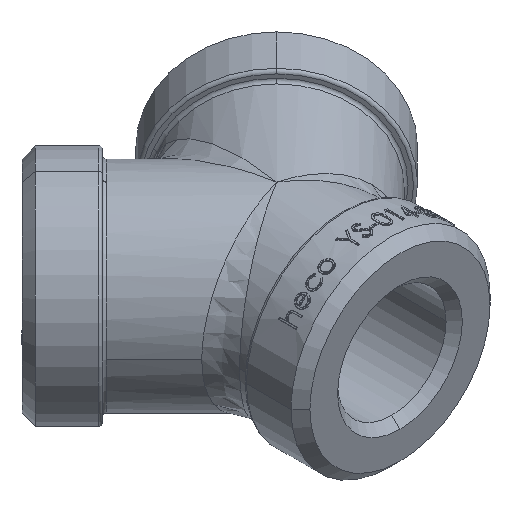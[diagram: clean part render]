
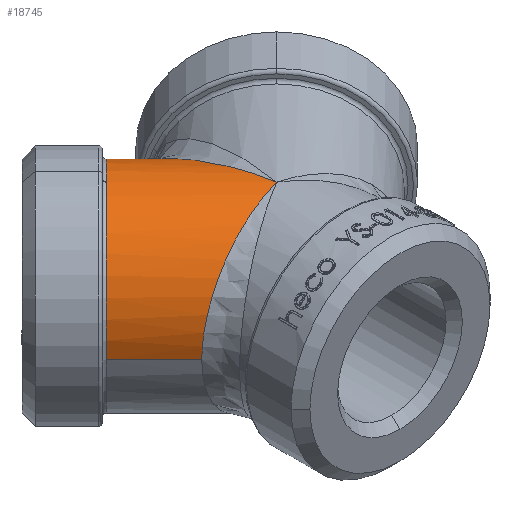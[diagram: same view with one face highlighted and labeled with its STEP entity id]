
A CAD part, isometric view. The second image highlights one B-rep face of the part: STEP entity #18745.
In plain terms, the highlighted cylindrical face has radius 9.5 mm (diameter 19 mm), a partial arc.
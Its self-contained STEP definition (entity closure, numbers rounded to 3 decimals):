
#196 = ORIENTED_EDGE ( 'NONE', *, *, #654, .T. ) ;
#654 = EDGE_CURVE ( 'NONE', #7017, #8482, #17399, .T. ) ;
#817 = B_SPLINE_CURVE_WITH_KNOTS ( 'NONE', 3,
 ( #11567, #18903, #12787, #5233, #3677, #17559 ),
 .UNSPECIFIED., .F., .F.,
 ( 4, 1, 1, 4 ),
 ( 0., 0.267, 0.634, 1. ),
 .UNSPECIFIED. ) ;
#1484 = CARTESIAN_POINT ( 'NONE',  ( -15.698, 2.263, 0. ) ) ;
#2080 = CARTESIAN_POINT ( 'NONE',  ( -9.5, -3.935, 0. ) ) ;
#2539 = B_SPLINE_CURVE_WITH_KNOTS ( 'NONE', 3,
 ( #7101, #13217, #4047, #14675, #10235, #17802, #14801 ),
 .UNSPECIFIED., .F., .F.,
 ( 4, 1, 1, 1, 4 ),
 ( 0., 0.143, 0.286, 0.429, 0.5 ),
 .UNSPECIFIED. ) ;
#3317 = EDGE_CURVE ( 'NONE', #13044, #10822, #12374, .T. ) ;
#3323 = CYLINDRICAL_SURFACE ( 'NONE', #13939, 9.5 ) ;
#3677 = CARTESIAN_POINT ( 'NONE',  ( -0.423, 2.433, 9.5 ) ) ;
#3683 = ORIENTED_EDGE ( 'NONE', *, *, #15221, .F. ) ;
#4047 = CARTESIAN_POINT ( 'NONE',  ( -4.789, -1.24, 8.852 ) ) ;
#5057 = CARTESIAN_POINT ( 'NONE',  ( -8.98, 8.98, 0. ) ) ;
#5181 = ORIENTED_EDGE ( 'NONE', *, *, #18342, .F. ) ;
#5196 = DIRECTION ( 'NONE',  ( 0.707, -0.707, 0. ) ) ;
#5233 = CARTESIAN_POINT ( 'NONE',  ( -1.269, 7.297, 8.852 ) ) ;
#5607 = CARTESIAN_POINT ( 'NONE',  ( -8.98, 8.98, 0. ) ) ;
#6127 = EDGE_CURVE ( 'NONE', #13931, #8482, #2539, .T. ) ;
#6568 = DIRECTION ( 'NONE',  ( -0.707, -0.707, 0. ) ) ;
#7017 = VERTEX_POINT ( 'NONE', #1484 ) ;
#7101 = CARTESIAN_POINT ( 'NONE',  ( 0., 0., 9.5 ) ) ;
#8237 = EDGE_LOOP ( 'NONE', ( #5181, #196, #10546, #3683, #18405 ) ) ;
#8303 = DIRECTION ( 'NONE',  ( 0.707, -0.707, 0. ) ) ;
#8482 = VERTEX_POINT ( 'NONE', #14208 ) ;
#9041 = FACE_OUTER_BOUND ( 'NONE', #8237, .T. ) ;
#9881 = AXIS2_PLACEMENT_3D ( 'NONE', #5057, #14205, #6568 ) ;
#10183 = DIRECTION ( 'NONE',  ( -0.707, 0.707, 0. ) ) ;
#10235 = CARTESIAN_POINT ( 'NONE',  ( -10.405, -2.695, 2.843 ) ) ;
#10546 = ORIENTED_EDGE ( 'NONE', *, *, #6127, .F. ) ;
#10822 = VERTEX_POINT ( 'NONE', #17709 ) ;
#10883 = AXIS2_PLACEMENT_3D ( 'NONE', #5607, #10183, #14822 ) ;
#11567 = CARTESIAN_POINT ( 'NONE',  ( -2.661, 15.3, 3.222 ) ) ;
#12314 = CARTESIAN_POINT ( 'NONE',  ( -2.782, 2.782, 0. ) ) ;
#12374 = CIRCLE ( 'NONE', #9881, 9.5 ) ;
#12787 = CARTESIAN_POINT ( 'NONE',  ( -2.195, 12.623, 6.372 ) ) ;
#13044 = VERTEX_POINT ( 'NONE', #17299 ) ;
#13217 = CARTESIAN_POINT ( 'NONE',  ( -1.596, -0.413, 9.5 ) ) ;
#13931 = VERTEX_POINT ( 'NONE', #14700 ) ;
#13939 = AXIS2_PLACEMENT_3D ( 'NONE', #12314, #8303, #16030 ) ;
#14205 = DIRECTION ( 'NONE',  ( -0.707, 0.707, 0. ) ) ;
#14208 = CARTESIAN_POINT ( 'NONE',  ( -10.671, -2.763, 0. ) ) ;
#14675 = CARTESIAN_POINT ( 'NONE',  ( -8.628, -2.234, 6.125 ) ) ;
#14700 = CARTESIAN_POINT ( 'NONE',  ( 0., 0., 9.5 ) ) ;
#14801 = CARTESIAN_POINT ( 'NONE',  ( -10.671, -2.763, 0. ) ) ;
#14822 = DIRECTION ( 'NONE',  ( -0.707, -0.707, 0. ) ) ;
#15221 = EDGE_CURVE ( 'NONE', #10822, #13931, #817, .T. ) ;
#16030 = DIRECTION ( 'NONE',  ( -0.707, -0.707, 0. ) ) ;
#16912 = VECTOR ( 'NONE', #5196, 1000. ) ;
#17299 = CARTESIAN_POINT ( 'NONE',  ( -8.98, 8.98, 9.5 ) ) ;
#17399 = LINE ( 'NONE', #2080, #16912 ) ;
#17559 = CARTESIAN_POINT ( 'NONE',  ( 0., 0., 9.5 ) ) ;
#17709 = CARTESIAN_POINT ( 'NONE',  ( -2.661, 15.3, 3.222 ) ) ;
#17802 = CARTESIAN_POINT ( 'NONE',  ( -10.671, -2.763, 0.711 ) ) ;
#18342 = EDGE_CURVE ( 'NONE', #7017, #13044, #19527, .T. ) ;
#18405 = ORIENTED_EDGE ( 'NONE', *, *, #3317, .F. ) ;
#18745 = ADVANCED_FACE ( 'NONE', ( #9041 ), #3323, .T. ) ;
#18903 = CARTESIAN_POINT ( 'NONE',  ( -2.556, 14.697, 4.196 ) ) ;
#19527 = CIRCLE ( 'NONE', #10883, 9.5 ) ;
